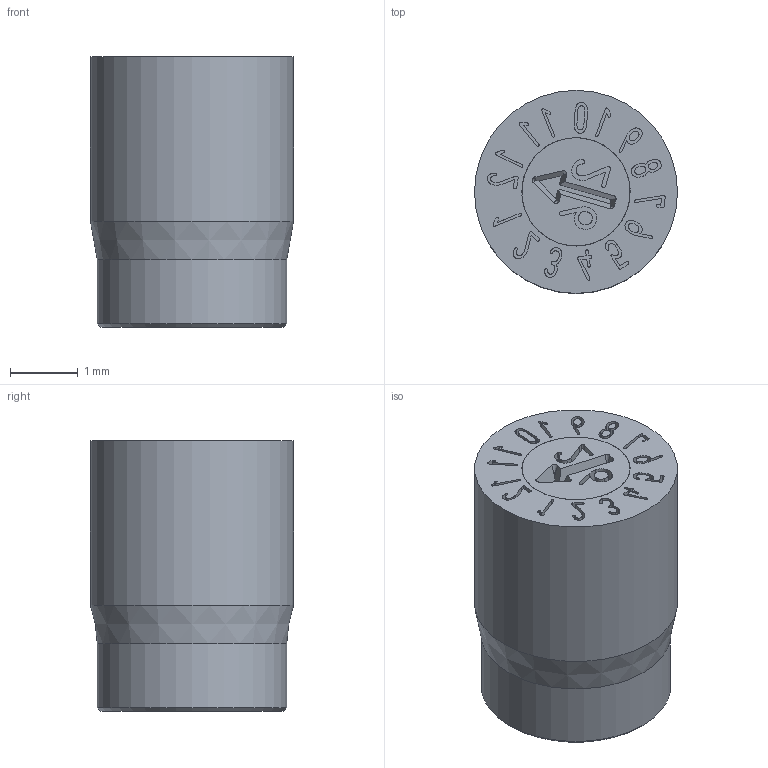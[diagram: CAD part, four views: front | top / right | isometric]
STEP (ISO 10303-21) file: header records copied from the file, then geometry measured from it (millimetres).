
FILE_DESCRIPTION(/* description */ (''),/* implementation_level */ '2;1');
FILE_NAME(/* name */ 'Dati-2300_A$3$Jahr.stp',/* time_stamp */ '2025-08-19T15:48:17+02:00',/* author */ ('olafg'),/* organization */ (''),/* preprocessor_version */ 'ST-DEVELOPER v20',/* originating_system */ 'Autodesk Inventor 2024',/* authorisation */ '');
FILE_SCHEMA (('AUTOMOTIVE_DESIGN { 1 0 10303 214 3 1 1 }'));
Length unit declared in the file: millimetre
Products named in the file (3): Zusammenbau 1003; 1003-01-00 Hülse; 2003-05-00 Stelleinsatz
Assembly tree (2 placements, depth 2):
  Zusammenbau 1003
    1003-01-00 Hülse
    2003-05-00 Stelleinsatz
Bounding box: 3 x 3 x 4 mm (x, y, z)
Volume: 23.6 mm3; surface area: 88 mm2
Topology: 2 solids, 2 shells, 337 faces, 923 edges, 611 vertices
Faces by surface type: bspline 208, plane 114, cone 8, cylinder 6, torus 1
Full cylindrical faces by diameter (mm): 0.8 x1, 1.1 x1, 1.6 x2, 2.8 x1, 3 x1
Entity records: 11942 total; most frequent: CARTESIAN_POINT 4726, ORIENTED_EDGE 1836, EDGE_CURVE 918, DIRECTION 794, VERTEX_POINT 611, LINE 478, VECTOR 478, B_SPLINE_CURVE_WITH_KNOTS 416
